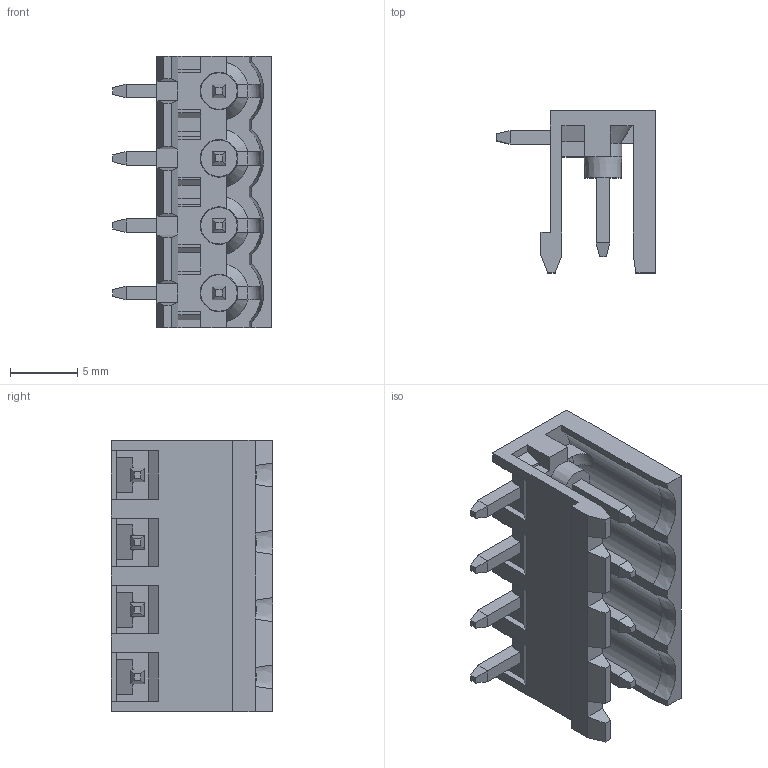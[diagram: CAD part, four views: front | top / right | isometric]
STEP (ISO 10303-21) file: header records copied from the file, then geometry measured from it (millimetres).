
FILE_DESCRIPTION((''),'2;1');
FILE_NAME('WJ2EDGRR-500-4P','2017-03-16T',('QZY'),(''),'CREO PARAMETRIC BY PTC INC, 2014440','CREO PARAMETRIC BY PTC INC, 2014440','');
FILE_SCHEMA(('CONFIG_CONTROL_DESIGN'));
Length unit declared in the file: millimetre
Products named in the file (1): WJ2EDGRR-500-4P
Bounding box: 11.8 x 12 x 20.2 mm (x, y, z)
Volume: 756.8 mm3; surface area: 1788.9 mm2
Topology: 1 solids, 1 shells, 343 faces, 883 edges, 546 vertices
Faces by surface type: plane 303, cone 20, cylinder 16, torus 4
Entity records: 10274 total; most frequent: CARTESIAN_POINT 1940, ORIENTED_EDGE 1766, DIRECTION 1621, EDGE_CURVE 883, VECTOR 767, LINE 767, VERTEX_POINT 546, AXIS2_PLACEMENT_3D 427
